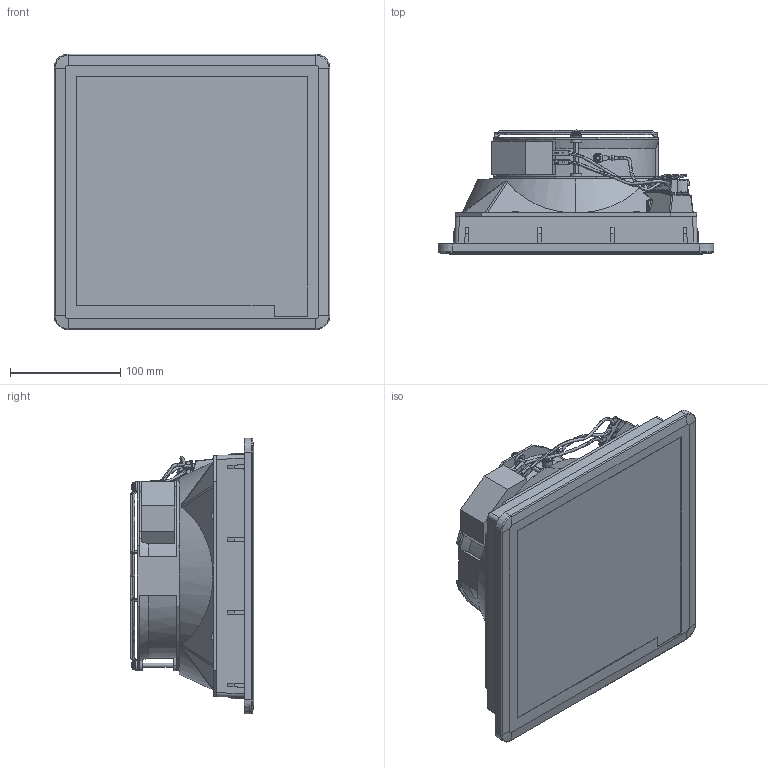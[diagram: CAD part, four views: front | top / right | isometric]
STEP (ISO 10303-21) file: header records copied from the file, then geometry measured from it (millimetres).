
FILE_DESCRIPTION (( 'STEP AP214' ), '1' );
FILE_NAME ('FF15AxxxyN2 (p.c.).STEP', '2022-03-02T17:54:06', ( '' ), ( '' ), 'SwSTEP 2.0', 'SolidWorks 2021', '' );
FILE_SCHEMA (( 'AUTOMOTIVE_DESIGN' ));
Length unit declared in the file: inch
Products named in the file (1): FF15AxxxyN2 (p.c.)
Bounding box: 250.12 x 112.23 x 250.11 mm (x, y, z)
Volume: 3595978.4 mm3; surface area: 235271.8 mm2
Topology: 26 solids, 26 shells, 1099 faces, 2984 edges, 1951 vertices
Faces by surface type: plane 585, cylinder 287, bspline 151, cone 30, torus 26, sphere 20
Entity records: 59614 total; most frequent: CARTESIAN_POINT 33812, ORIENTED_EDGE 5950, DIRECTION 4317, EDGE_CURVE 2975, VERTEX_POINT 1947, LINE 1593, VECTOR 1593, AXIS2_PLACEMENT_3D 1362
